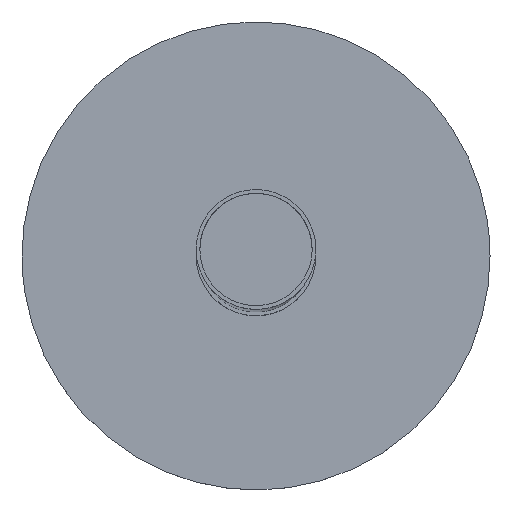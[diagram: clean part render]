
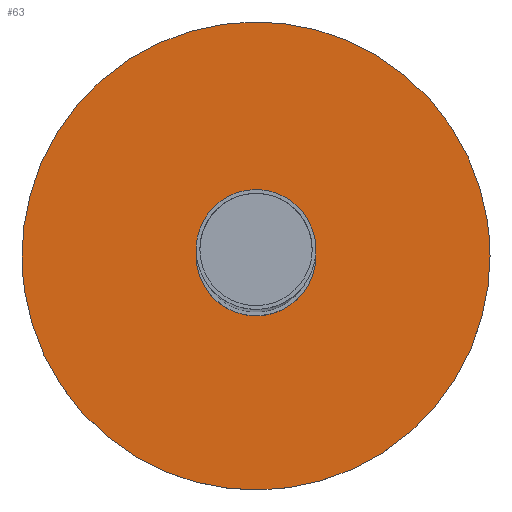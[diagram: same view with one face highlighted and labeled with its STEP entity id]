
A CAD part, top view. The second image highlights one B-rep face of the part: STEP entity #63.
In plain terms, the highlighted planar face has unit normal (0, 0, 1).
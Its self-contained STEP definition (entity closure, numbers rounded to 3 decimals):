
#48=FACE_BOUND('',#101,.T.);
#63=ADVANCED_FACE('',(#81,#48),#250,.T.);
#81=FACE_OUTER_BOUND('',#100,.T.);
#100=EDGE_LOOP('',(#151,#152));
#101=EDGE_LOOP('',(#153,#154));
#151=ORIENTED_EDGE('',*,*,#193,.F.);
#152=ORIENTED_EDGE('',*,*,#186,.F.);
#153=ORIENTED_EDGE('',*,*,#190,.F.);
#154=ORIENTED_EDGE('',*,*,#183,.F.);
#183=EDGE_CURVE('',#236,#240,#212,.T.);
#186=EDGE_CURVE('',#238,#242,#215,.T.);
#190=EDGE_CURVE('',#240,#236,#219,.T.);
#193=EDGE_CURVE('',#242,#238,#222,.T.);
#212=(
BOUNDED_CURVE()
B_SPLINE_CURVE(2,(#504,#505,#506,#507,#508),.UNSPECIFIED.,.F.,.F.)
B_SPLINE_CURVE_WITH_KNOTS((3,2,3),(0.,50.265,100.531),
 .UNSPECIFIED.)
CURVE()
GEOMETRIC_REPRESENTATION_ITEM()
RATIONAL_B_SPLINE_CURVE((1.,0.707,1.,0.707,1.))
REPRESENTATION_ITEM('')
);
#215=(
BOUNDED_CURVE()
B_SPLINE_CURVE(2,(#516,#517,#518,#519,#520),.UNSPECIFIED.,.F.,.F.)
B_SPLINE_CURVE_WITH_KNOTS((3,2,3),(0.,196.35,392.699),
 .UNSPECIFIED.)
CURVE()
GEOMETRIC_REPRESENTATION_ITEM()
RATIONAL_B_SPLINE_CURVE((1.,0.707,1.,0.707,1.))
REPRESENTATION_ITEM('')
);
#219=(
BOUNDED_CURVE()
B_SPLINE_CURVE(2,(#530,#531,#532,#533,#534),.UNSPECIFIED.,.F.,.F.)
B_SPLINE_CURVE_WITH_KNOTS((3,2,3),(100.531,150.796,201.062),
 .UNSPECIFIED.)
CURVE()
GEOMETRIC_REPRESENTATION_ITEM()
RATIONAL_B_SPLINE_CURVE((1.,0.707,1.,0.707,1.))
REPRESENTATION_ITEM('')
);
#222=(
BOUNDED_CURVE()
B_SPLINE_CURVE(2,(#542,#543,#544,#545,#546),.UNSPECIFIED.,.F.,.F.)
B_SPLINE_CURVE_WITH_KNOTS((3,2,3),(392.699,589.049,785.398),
 .UNSPECIFIED.)
CURVE()
GEOMETRIC_REPRESENTATION_ITEM()
RATIONAL_B_SPLINE_CURVE((1.,0.707,1.,0.707,1.))
REPRESENTATION_ITEM('')
);
#236=VERTEX_POINT('',#496);
#238=VERTEX_POINT('',#498);
#240=VERTEX_POINT('',#500);
#242=VERTEX_POINT('',#502);
#250=PLANE('',#288);
#288=AXIS2_PLACEMENT_3D('',#474,#299,$);
#299=DIRECTION('',(0.,0.,1.));
#474=CARTESIAN_POINT('',(-156.25,156.25,10.));
#496=CARTESIAN_POINT('',(32.,0.,10.));
#498=CARTESIAN_POINT('',(125.,0.,10.));
#500=CARTESIAN_POINT('',(-32.,0.,10.));
#502=CARTESIAN_POINT('',(-125.,0.,10.));
#504=CARTESIAN_POINT('',(32.,0.,10.));
#505=CARTESIAN_POINT('',(32.,32.,10.));
#506=CARTESIAN_POINT('',(0.,32.,10.));
#507=CARTESIAN_POINT('',(-32.,32.,10.));
#508=CARTESIAN_POINT('',(-32.,0.,10.));
#516=CARTESIAN_POINT('',(125.,0.,10.));
#517=CARTESIAN_POINT('',(125.,-125.,10.));
#518=CARTESIAN_POINT('',(0.,-125.,10.));
#519=CARTESIAN_POINT('',(-125.,-125.,10.));
#520=CARTESIAN_POINT('',(-125.,0.,10.));
#530=CARTESIAN_POINT('',(-32.,0.,10.));
#531=CARTESIAN_POINT('',(-32.,-32.,10.));
#532=CARTESIAN_POINT('',(0.,-32.,10.));
#533=CARTESIAN_POINT('',(32.,-32.,10.));
#534=CARTESIAN_POINT('',(32.,0.,10.));
#542=CARTESIAN_POINT('',(-125.,0.,10.));
#543=CARTESIAN_POINT('',(-125.,125.,10.));
#544=CARTESIAN_POINT('',(0.,125.,10.));
#545=CARTESIAN_POINT('',(125.,125.,10.));
#546=CARTESIAN_POINT('',(125.,0.,10.));
